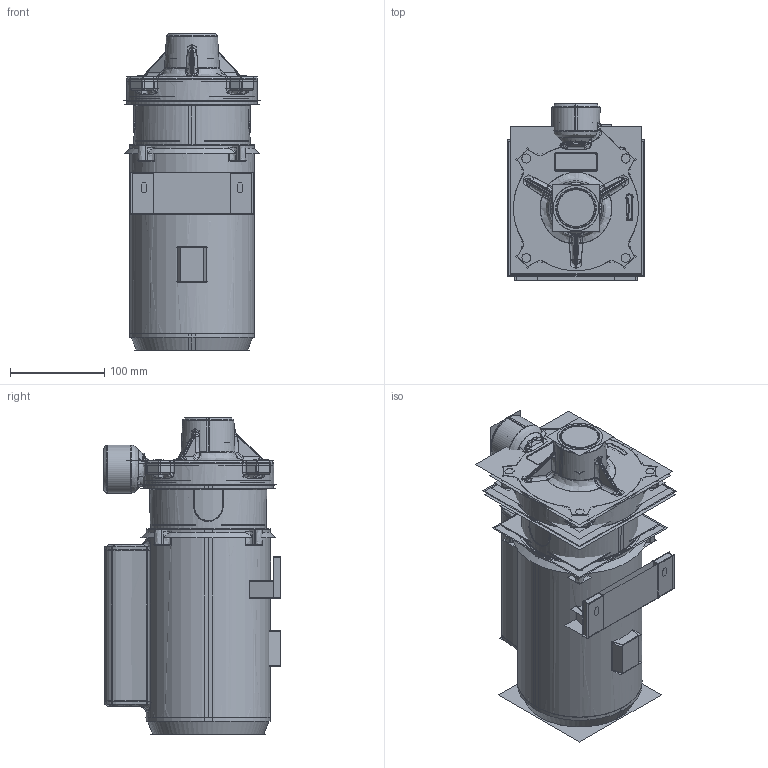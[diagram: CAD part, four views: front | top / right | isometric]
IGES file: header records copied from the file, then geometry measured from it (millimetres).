
Start section:  PTC IGES file: 87109833-00_asm.igs
Global section: file name: 87109833-00_asm.igs; native system: Creo Parametric by PTC Inc.; preprocessor: 2021063; author: santl04; organization: Unknown; date: 20220322.155045; units: millimetre
Bounding box: 144.56 x 188.24 x 336.72 mm (x, y, z)
Volume: 3750101.8 mm3; surface area: 1536721.3 mm2
Topology: 3 solids, 6 shells, 1270 faces, 6282 edges, 7879 vertices
Faces by surface type: revolution 650, bspline 616, extrusion 4
